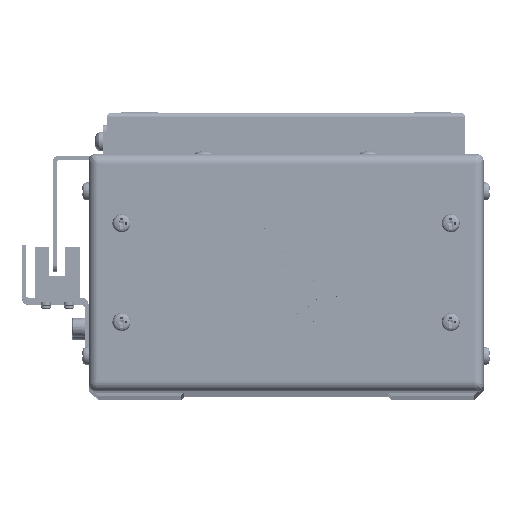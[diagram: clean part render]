
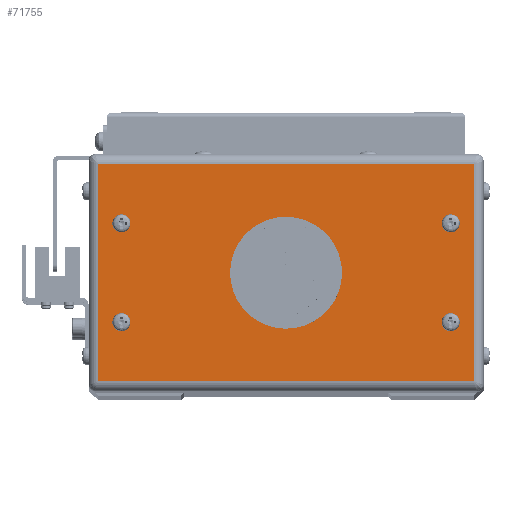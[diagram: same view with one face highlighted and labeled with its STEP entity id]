
A CAD part, top view. The second image highlights one B-rep face of the part: STEP entity #71755.
In plain terms, the highlighted planar face has unit normal (0, 0, 1).
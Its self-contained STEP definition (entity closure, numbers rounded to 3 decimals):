
#1261 = FACE_BOUND ( 'NONE', #54481, .T. ) ;
#1760 = VERTEX_POINT ( 'NONE', #82758 ) ;
#1765 = VECTOR ( 'NONE', #77278, 1000. ) ;
#3250 = VECTOR ( 'NONE', #68868, 1000. ) ;
#3420 = VERTEX_POINT ( 'NONE', #92568 ) ;
#3437 = CARTESIAN_POINT ( 'NONE',  ( -57., 33., 5. ) ) ;
#3527 = DIRECTION ( 'NONE',  ( 1., 0., 0. ) ) ;
#4143 = EDGE_CURVE ( 'NONE', #63853, #16391, #54900, .T. ) ;
#5213 = EDGE_CURVE ( 'NONE', #3420, #66058, #68261, .T. ) ;
#6584 = CIRCLE ( 'NONE', #18936, 1.7 ) ;
#7894 = CARTESIAN_POINT ( 'NONE',  ( 57., -34., 5. ) ) ;
#8312 = DIRECTION ( 'NONE',  ( 1., 0., 0. ) ) ;
#9756 = DIRECTION ( 'NONE',  ( 0., 0., 1. ) ) ;
#10372 = CIRCLE ( 'NONE', #63274, 1.7 ) ;
#15831 = VECTOR ( 'NONE', #25355, 1000. ) ;
#16391 = VERTEX_POINT ( 'NONE', #3437 ) ;
#17983 = DIRECTION ( 'NONE',  ( 0., 0., 1. ) ) ;
#18487 = DIRECTION ( 'NONE',  ( 0., 0., -1. ) ) ;
#18936 = AXIS2_PLACEMENT_3D ( 'NONE', #49748, #110352, #58421 ) ;
#21700 = ORIENTED_EDGE ( 'NONE', *, *, #5213, .T. ) ;
#22145 = LINE ( 'NONE', #25304, #1765 ) ;
#23638 = CARTESIAN_POINT ( 'NONE',  ( 50., -15., 5. ) ) ;
#24070 = CARTESIAN_POINT ( 'NONE',  ( 48.3, -15., 5. ) ) ;
#24366 = FACE_OUTER_BOUND ( 'NONE', #79205, .T. ) ;
#24574 = ORIENTED_EDGE ( 'NONE', *, *, #81391, .F. ) ;
#24691 = AXIS2_PLACEMENT_3D ( 'NONE', #23638, #84345, #32415 ) ;
#24946 = EDGE_CURVE ( 'NONE', #85619, #91060, #10372, .T. ) ;
#25304 = CARTESIAN_POINT ( 'NONE',  ( -57., -34., 5. ) ) ;
#25355 = DIRECTION ( 'NONE',  ( 0., 1., 0. ) ) ;
#25799 = DIRECTION ( 'NONE',  ( 0., 0., 1. ) ) ;
#26027 = CARTESIAN_POINT ( 'NONE',  ( 0., 0., 5. ) ) ;
#26289 = EDGE_CURVE ( 'NONE', #112077, #62881, #87560, .T. ) ;
#26755 = CARTESIAN_POINT ( 'NONE',  ( 51.7, 15., 5. ) ) ;
#26849 = AXIS2_PLACEMENT_3D ( 'NONE', #89707, #37817, #98481 ) ;
#27770 = EDGE_CURVE ( 'NONE', #16391, #3420, #22145, .T. ) ;
#28385 = CARTESIAN_POINT ( 'NONE',  ( 51.7, -15., 5. ) ) ;
#32415 = DIRECTION ( 'NONE',  ( 1., 0., 0. ) ) ;
#34137 = CARTESIAN_POINT ( 'NONE',  ( -58., -33., 5. ) ) ;
#34244 = DIRECTION ( 'NONE',  ( 1., 0., 0. ) ) ;
#34665 = EDGE_CURVE ( 'NONE', #66058, #63853, #39008, .T. ) ;
#34812 = DIRECTION ( 'NONE',  ( 1., 0., 0. ) ) ;
#35779 = EDGE_LOOP ( 'NONE', ( #91639, #24574 ) ) ;
#37239 = ORIENTED_EDGE ( 'NONE', *, *, #86632, .F. ) ;
#37258 = AXIS2_PLACEMENT_3D ( 'NONE', #69943, #17983, #78674 ) ;
#37817 = DIRECTION ( 'NONE',  ( 0., 0., 1. ) ) ;
#38141 = VERTEX_POINT ( 'NONE', #28385 ) ;
#39008 = LINE ( 'NONE', #7894, #15831 ) ;
#41032 = CARTESIAN_POINT ( 'NONE',  ( 50., 15., 5. ) ) ;
#43337 = CARTESIAN_POINT ( 'NONE',  ( 15., 0., 5. ) ) ;
#44960 = EDGE_CURVE ( 'NONE', #73654, #58540, #92701, .T. ) ;
#47364 = AXIS2_PLACEMENT_3D ( 'NONE', #112219, #60299, #8312 ) ;
#47485 = FACE_BOUND ( 'NONE', #35779, .T. ) ;
#49740 = DIRECTION ( 'NONE',  ( 1., 0., 0. ) ) ;
#49748 = CARTESIAN_POINT ( 'NONE',  ( -50., -15., 5. ) ) ;
#50201 = FACE_BOUND ( 'NONE', #74189, .T. ) ;
#50321 = AXIS2_PLACEMENT_3D ( 'NONE', #26027, #86734, #34812 ) ;
#50624 = ORIENTED_EDGE ( 'NONE', *, *, #55900, .F. ) ;
#50749 = ORIENTED_EDGE ( 'NONE', *, *, #4143, .T. ) ;
#52254 = ORIENTED_EDGE ( 'NONE', *, *, #24946, .F. ) ;
#52984 = CARTESIAN_POINT ( 'NONE',  ( -58., -34., 5. ) ) ;
#53338 = CIRCLE ( 'NONE', #64408, 15. ) ;
#54481 = EDGE_LOOP ( 'NONE', ( #54498, #98925 ) ) ;
#54498 = ORIENTED_EDGE ( 'NONE', *, *, #94411, .F. ) ;
#54900 = LINE ( 'NONE', #71509, #3250 ) ;
#55523 = DIRECTION ( 'NONE',  ( 0., 0., 1. ) ) ;
#55900 = EDGE_CURVE ( 'NONE', #62881, #112077, #6584, .T. ) ;
#56363 = ORIENTED_EDGE ( 'NONE', *, *, #44960, .F. ) ;
#57243 = EDGE_CURVE ( 'NONE', #58540, #73654, #105460, .T. ) ;
#58409 = CARTESIAN_POINT ( 'NONE',  ( 57., -33., 5. ) ) ;
#58421 = DIRECTION ( 'NONE',  ( 1., 0., 0. ) ) ;
#58540 = VERTEX_POINT ( 'NONE', #84302 ) ;
#59508 = CIRCLE ( 'NONE', #99992, 1.7 ) ;
#60299 = DIRECTION ( 'NONE',  ( 0., 0., 1. ) ) ;
#61725 = CARTESIAN_POINT ( 'NONE',  ( -50., 15., 5. ) ) ;
#62881 = VERTEX_POINT ( 'NONE', #86769 ) ;
#63274 = AXIS2_PLACEMENT_3D ( 'NONE', #41032, #101676, #49740 ) ;
#63853 = VERTEX_POINT ( 'NONE', #69786 ) ;
#64408 = AXIS2_PLACEMENT_3D ( 'NONE', #107461, #55523, #3527 ) ;
#66058 = VERTEX_POINT ( 'NONE', #58409 ) ;
#66415 = ORIENTED_EDGE ( 'NONE', *, *, #34665, .T. ) ;
#68261 = LINE ( 'NONE', #34137, #91328 ) ;
#68868 = DIRECTION ( 'NONE',  ( -1., 0., 0. ) ) ;
#69786 = CARTESIAN_POINT ( 'NONE',  ( 57., 33., 5. ) ) ;
#69943 = CARTESIAN_POINT ( 'NONE',  ( -50., -15., 5. ) ) ;
#70453 = PLANE ( 'NONE',  #98011 ) ;
#70473 = DIRECTION ( 'NONE',  ( 1., 0., 0. ) ) ;
#70538 = FACE_BOUND ( 'NONE', #107589, .T. ) ;
#70601 = AXIS2_PLACEMENT_3D ( 'NONE', #61725, #9756, #70473 ) ;
#71509 = CARTESIAN_POINT ( 'NONE',  ( -58., 33., 5. ) ) ;
#71755 = ADVANCED_FACE ( 'NONE', ( #96329, #70538, #50201, #47485, #24366, #1261 ), #70453, .F. ) ;
#72272 = VERTEX_POINT ( 'NONE', #24070 ) ;
#72634 = CIRCLE ( 'NONE', #50321, 15. ) ;
#73217 = ORIENTED_EDGE ( 'NONE', *, *, #26289, .F. ) ;
#73654 = VERTEX_POINT ( 'NONE', #89846 ) ;
#74189 = EDGE_LOOP ( 'NONE', ( #37239, #52254 ) ) ;
#76776 = EDGE_CURVE ( 'NONE', #108271, #1760, #72634, .T. ) ;
#77278 = DIRECTION ( 'NONE',  ( 0., -1., 0. ) ) ;
#77773 = CARTESIAN_POINT ( 'NONE',  ( 50., -15., 5. ) ) ;
#78674 = DIRECTION ( 'NONE',  ( 1., 0., 0. ) ) ;
#79170 = DIRECTION ( 'NONE',  ( -1., 0., 0. ) ) ;
#79205 = EDGE_LOOP ( 'NONE', ( #21700, #66415, #50749, #86958 ) ) ;
#81391 = EDGE_CURVE ( 'NONE', #72272, #38141, #59508, .T. ) ;
#82758 = CARTESIAN_POINT ( 'NONE',  ( -15., 0., 5. ) ) ;
#84302 = CARTESIAN_POINT ( 'NONE',  ( -48.3, 15., 5. ) ) ;
#84345 = DIRECTION ( 'NONE',  ( 0., 0., 1. ) ) ;
#85585 = ORIENTED_EDGE ( 'NONE', *, *, #57243, .F. ) ;
#85619 = VERTEX_POINT ( 'NONE', #108230 ) ;
#86498 = DIRECTION ( 'NONE',  ( 1., 0., 0. ) ) ;
#86632 = EDGE_CURVE ( 'NONE', #91060, #85619, #103592, .T. ) ;
#86734 = DIRECTION ( 'NONE',  ( 0., 0., 1. ) ) ;
#86769 = CARTESIAN_POINT ( 'NONE',  ( -51.7, -15., 5. ) ) ;
#86941 = EDGE_CURVE ( 'NONE', #38141, #72272, #107623, .T. ) ;
#86958 = ORIENTED_EDGE ( 'NONE', *, *, #27770, .T. ) ;
#87560 = CIRCLE ( 'NONE', #37258, 1.7 ) ;
#89707 = CARTESIAN_POINT ( 'NONE',  ( 50., 15., 5. ) ) ;
#89846 = CARTESIAN_POINT ( 'NONE',  ( -51.7, 15., 5. ) ) ;
#91060 = VERTEX_POINT ( 'NONE', #26755 ) ;
#91328 = VECTOR ( 'NONE', #34244, 1000. ) ;
#91639 = ORIENTED_EDGE ( 'NONE', *, *, #86941, .F. ) ;
#92568 = CARTESIAN_POINT ( 'NONE',  ( -57., -33., 5. ) ) ;
#92701 = CIRCLE ( 'NONE', #47364, 1.7 ) ;
#94411 = EDGE_CURVE ( 'NONE', #1760, #108271, #53338, .T. ) ;
#96329 = FACE_BOUND ( 'NONE', #110706, .T. ) ;
#98011 = AXIS2_PLACEMENT_3D ( 'NONE', #52984, #18487, #79170 ) ;
#98481 = DIRECTION ( 'NONE',  ( 1., 0., 0. ) ) ;
#98925 = ORIENTED_EDGE ( 'NONE', *, *, #76776, .F. ) ;
#99992 = AXIS2_PLACEMENT_3D ( 'NONE', #77773, #25799, #86498 ) ;
#101676 = DIRECTION ( 'NONE',  ( 0., 0., 1. ) ) ;
#103592 = CIRCLE ( 'NONE', #26849, 1.7 ) ;
#103655 = CARTESIAN_POINT ( 'NONE',  ( -48.3, -15., 5. ) ) ;
#105460 = CIRCLE ( 'NONE', #70601, 1.7 ) ;
#107461 = CARTESIAN_POINT ( 'NONE',  ( 0., 0., 5. ) ) ;
#107589 = EDGE_LOOP ( 'NONE', ( #85585, #56363 ) ) ;
#107623 = CIRCLE ( 'NONE', #24691, 1.7 ) ;
#108230 = CARTESIAN_POINT ( 'NONE',  ( 48.3, 15., 5. ) ) ;
#108271 = VERTEX_POINT ( 'NONE', #43337 ) ;
#110352 = DIRECTION ( 'NONE',  ( 0., 0., 1. ) ) ;
#110706 = EDGE_LOOP ( 'NONE', ( #73217, #50624 ) ) ;
#112077 = VERTEX_POINT ( 'NONE', #103655 ) ;
#112219 = CARTESIAN_POINT ( 'NONE',  ( -50., 15., 5. ) ) ;
